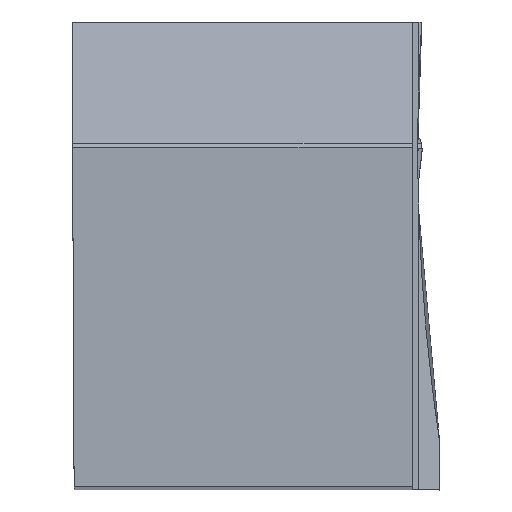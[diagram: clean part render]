
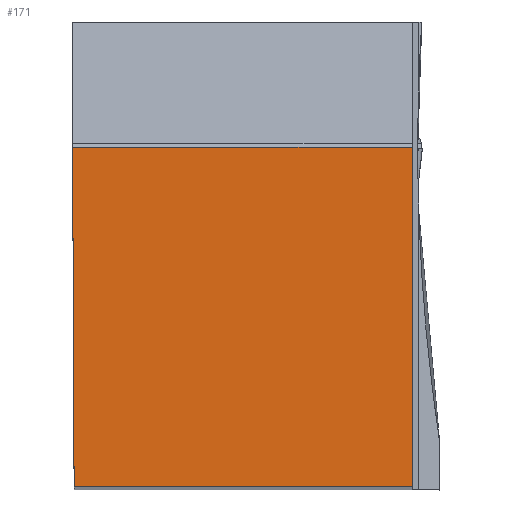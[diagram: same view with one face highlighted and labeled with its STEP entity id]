
A CAD part, top view. The second image highlights one B-rep face of the part: STEP entity #171.
In plain terms, the highlighted planar face has unit normal (0, 0, 1).
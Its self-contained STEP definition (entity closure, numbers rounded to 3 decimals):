
#171=ADVANCED_FACE('BLANK_BOXF006',(#274),#218,.F.);
#218=PLANE('',#1303);
#274=FACE_OUTER_BOUND('',#331,.T.);
#331=EDGE_LOOP('',(#589,#590,#591,#592));
#589=ORIENTED_EDGE('',*,*,#915,.T.);
#590=ORIENTED_EDGE('',*,*,#916,.T.);
#591=ORIENTED_EDGE('',*,*,#911,.T.);
#592=ORIENTED_EDGE('',*,*,#905,.T.);
#764=VERTEX_POINT('',#2214);
#765=VERTEX_POINT('',#2216);
#767=VERTEX_POINT('',#2227);
#770=VERTEX_POINT('',#2235);
#905=EDGE_CURVE('',#765,#764,#1019,.T.);
#911=EDGE_CURVE('',#767,#765,#1025,.T.);
#915=EDGE_CURVE('',#764,#770,#1029,.T.);
#916=EDGE_CURVE('',#770,#767,#1030,.T.);
#1019=LINE('',#2215,#1132);
#1025=LINE('',#2226,#1138);
#1029=LINE('',#2234,#1142);
#1030=LINE('',#2236,#1143);
#1132=VECTOR('',#1538,1.);
#1138=VECTOR('',#1550,1.);
#1142=VECTOR('',#1556,1.);
#1143=VECTOR('',#1557,1.);
#1303=AXIS2_PLACEMENT_3D('',#2237,#1558,#1559);
#1538=DIRECTION('',(1.,0.,0.));
#1550=DIRECTION('',(0.004,-1.,0.));
#1556=DIRECTION('',(0.,1.,0.));
#1557=DIRECTION('',(-1.,0.,0.));
#1558=DIRECTION('',(0.,0.,-1.));
#1559=DIRECTION('',(0.,-1.,0.));
#2214=CARTESIAN_POINT('',(25.273,0.,0.));
#2215=CARTESIAN_POINT('',(-151.6,0.,0.));
#2216=CARTESIAN_POINT('',(0.11,0.,0.));
#2226=CARTESIAN_POINT('',(-0.551,151.599,0.));
#2227=CARTESIAN_POINT('',(0.,25.273,0.));
#2234=CARTESIAN_POINT('',(25.273,-151.6,0.));
#2235=CARTESIAN_POINT('',(25.273,25.273,0.));
#2236=CARTESIAN_POINT('',(151.6,25.273,0.));
#2237=CARTESIAN_POINT('',(27.338,-5.,0.));
